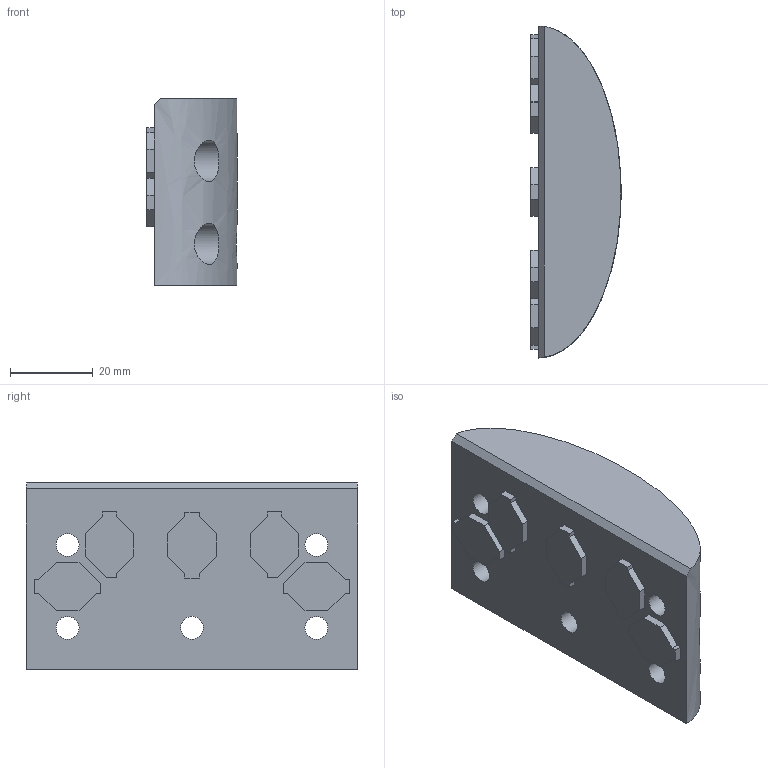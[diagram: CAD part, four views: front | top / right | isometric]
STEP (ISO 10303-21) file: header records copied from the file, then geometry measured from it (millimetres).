
FILE_DESCRIPTION(/* description */ (''),/* implementation_level */ '2;1');
FILE_NAME(/* name */ '2-4080_c-beam_endcap_wider_v1.step',/* time_stamp */ '2019-04-09T19:40:48+02:00',/* author */ (''),/* organization */ (''),/* preprocessor_version */ 'ST-DEVELOPER v18',/* originating_system */ 'Autodesk Translation Framework v8.2.0.1029',/* authorisation */ '');
FILE_SCHEMA (('AUTOMOTIVE_DESIGN { 1 0 10303 214 3 1 1 }'));
Length unit declared in the file: millimetre
Products named in the file (1): (Unsaved)
Bounding box: 21.75 x 80 x 45 mm (x, y, z)
Volume: 53702.4 mm3; surface area: 12304.5 mm2
Topology: 1 solids, 1 shells, 81 faces, 212 edges, 143 vertices
Faces by surface type: plane 70, cylinder 10, bspline 1
Full cylindrical faces by diameter (mm): 5.5 x5, 10 x5
Entity records: 2673 total; most frequent: CARTESIAN_POINT 616, ORIENTED_EDGE 424, DIRECTION 383, EDGE_CURVE 212, LINE 183, VECTOR 183, VERTEX_POINT 143, EDGE_LOOP 101
